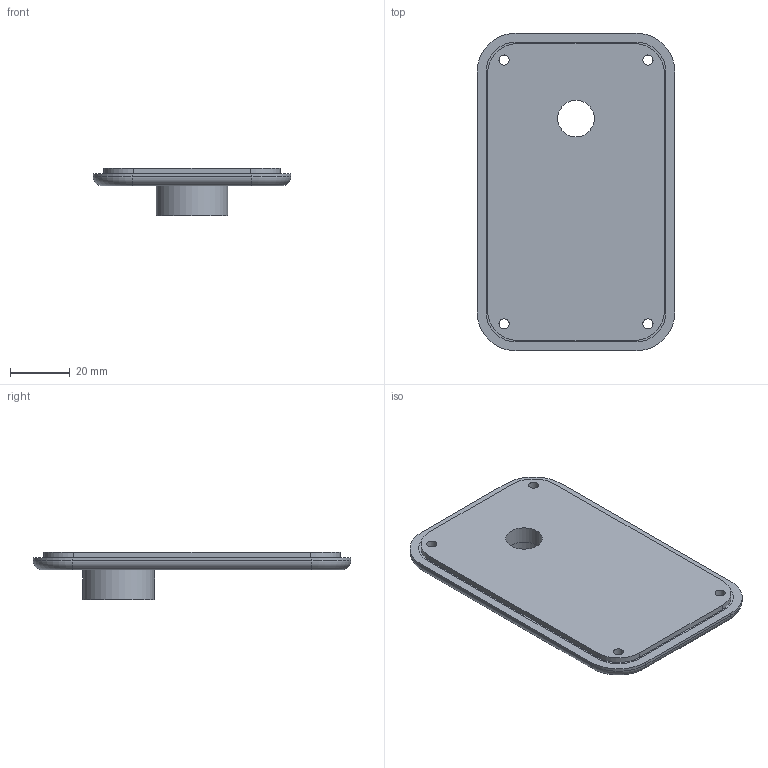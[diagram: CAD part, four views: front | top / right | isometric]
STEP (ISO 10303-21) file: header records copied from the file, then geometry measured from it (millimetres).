
FILE_DESCRIPTION(('FreeCAD Model'),'2;1');
FILE_NAME('Open CASCADE Shape Model','2023-05-06T09:49:45',(''),(''), 'Open CASCADE STEP processor 7.6','FreeCAD','Unknown');
FILE_SCHEMA(('AUTOMOTIVE_DESIGN { 1 0 10303 214 1 1 1 1 }'));
Length unit declared in the file: millimetre
Products named in the file (1): Pocket042
Bounding box: 66 x 106 x 15.8 mm (x, y, z)
Volume: 38672.7 mm3; surface area: 16541.2 mm2
Topology: 1 solids, 1 shells, 37 faces, 93 edges, 62 vertices
Faces by surface type: cylinder 19, plane 14, torus 4
Full cylindrical faces by diameter (mm): 3.4 x4, 12.2 x1, 16.4 x1, 24 x1
Entity records: 2426 total; most frequent: CARTESIAN_POINT 463, DIRECTION 387, LINE 195, VECTOR 195, ORIENTED_EDGE 186, PCURVE 186, DEFINITIONAL_REPRESENTATION 186, EDGE_CURVE 93
